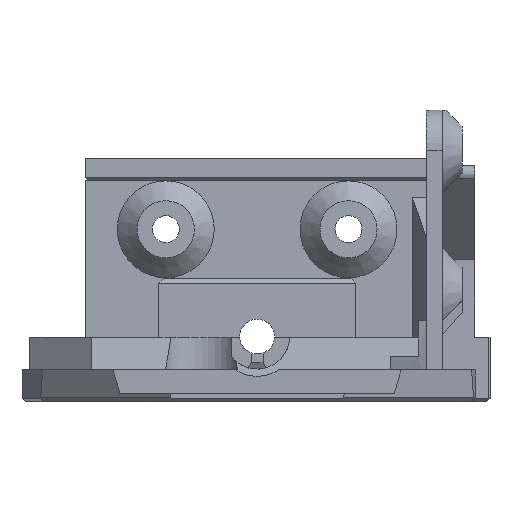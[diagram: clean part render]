
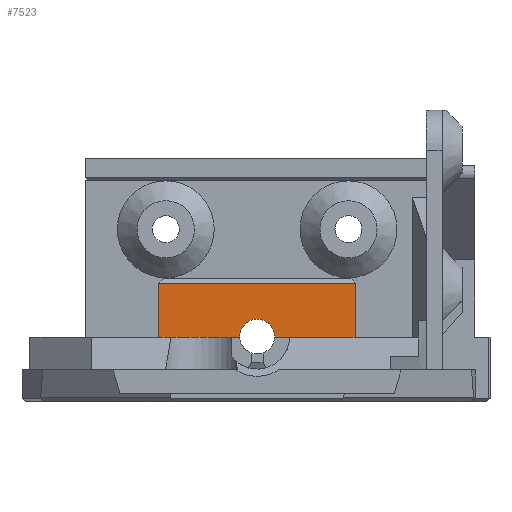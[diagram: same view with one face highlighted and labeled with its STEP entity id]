
A CAD part, front view. The second image highlights one B-rep face of the part: STEP entity #7523.
In plain terms, the highlighted planar face has unit normal (0, -1, 0).
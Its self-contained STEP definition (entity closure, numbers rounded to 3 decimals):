
#257 = CARTESIAN_POINT ( 'NONE',  ( 114.299, -147.605, 137.6 ) ) ;
#484 = CARTESIAN_POINT ( 'NONE',  ( 114.299, -147.605, 130.8 ) ) ;
#808 = AXIS2_PLACEMENT_3D ( 'NONE', #6310, #2561, #7133 ) ;
#913 = VERTEX_POINT ( 'NONE', #5262 ) ;
#1036 = LINE ( 'NONE', #3987, #11482 ) ;
#1111 = DIRECTION ( 'NONE',  ( 0., 0., 1. ) ) ;
#1506 = EDGE_CURVE ( 'NONE', #6666, #8802, #7885, .T. ) ;
#1969 = VERTEX_POINT ( 'NONE', #7912 ) ;
#2561 = DIRECTION ( 'NONE',  ( 0., -1., 0. ) ) ;
#2851 = VECTOR ( 'NONE', #8262, 1000. ) ;
#2883 = FACE_OUTER_BOUND ( 'NONE', #7877, .T. ) ;
#3129 = DIRECTION ( 'NONE',  ( 0., 0., -1. ) ) ;
#3347 = LINE ( 'NONE', #10436, #5838 ) ;
#3387 = CARTESIAN_POINT ( 'NONE',  ( 139.099, -147.605, 130.8 ) ) ;
#3391 = ORIENTED_EDGE ( 'NONE', *, *, #4578, .T. ) ;
#3562 = CARTESIAN_POINT ( 'NONE',  ( 139.099, -147.605, 138.2 ) ) ;
#3594 = CARTESIAN_POINT ( 'NONE',  ( 114.299, -147.605, 137.6 ) ) ;
#3744 = DIRECTION ( 'NONE',  ( 0., 1., 0. ) ) ;
#3987 = CARTESIAN_POINT ( 'NONE',  ( 126.699, -147.605, 130.8 ) ) ;
#4329 = ORIENTED_EDGE ( 'NONE', *, *, #6485, .F. ) ;
#4578 = EDGE_CURVE ( 'NONE', #913, #10644, #4665, .T. ) ;
#4665 = LINE ( 'NONE', #257, #2851 ) ;
#4834 = AXIS2_PLACEMENT_3D ( 'NONE', #3562, #3744, #1111 ) ;
#4926 = ORIENTED_EDGE ( 'NONE', *, *, #10453, .F. ) ;
#5163 = ORIENTED_EDGE ( 'NONE', *, *, #8110, .F. ) ;
#5262 = CARTESIAN_POINT ( 'NONE',  ( 139.099, -147.605, 137.6 ) ) ;
#5349 = PLANE ( 'NONE',  #4834 ) ;
#5405 = VERTEX_POINT ( 'NONE', #3387 ) ;
#5714 = CIRCLE ( 'NONE', #808, 2.2 ) ;
#5838 = VECTOR ( 'NONE', #3129, 1000. ) ;
#5988 = DIRECTION ( 'NONE',  ( 0., 0., -1. ) ) ;
#6118 = CARTESIAN_POINT ( 'NONE',  ( 126.699, -147.605, 130.8 ) ) ;
#6225 = CARTESIAN_POINT ( 'NONE',  ( 139.099, -147.605, 138.2 ) ) ;
#6310 = CARTESIAN_POINT ( 'NONE',  ( 126.699, -147.605, 130.9 ) ) ;
#6347 = LINE ( 'NONE', #6225, #7107 ) ;
#6431 = VECTOR ( 'NONE', #9714, 1000. ) ;
#6485 = EDGE_CURVE ( 'NONE', #1969, #6666, #5714, .T. ) ;
#6666 = VERTEX_POINT ( 'NONE', #11030 ) ;
#7107 = VECTOR ( 'NONE', #5988, 1000. ) ;
#7133 = DIRECTION ( 'NONE',  ( -1., 0., 0. ) ) ;
#7523 = ADVANCED_FACE ( 'NONE', ( #2883 ), #5349, .F. ) ;
#7877 = EDGE_LOOP ( 'NONE', ( #5163, #3391, #11464, #10493, #4329, #4926 ) ) ;
#7885 = LINE ( 'NONE', #6118, #6431 ) ;
#7912 = CARTESIAN_POINT ( 'NONE',  ( 128.897, -147.605, 130.8 ) ) ;
#8110 = EDGE_CURVE ( 'NONE', #913, #5405, #6347, .T. ) ;
#8262 = DIRECTION ( 'NONE',  ( -1., 0., 0. ) ) ;
#8802 = VERTEX_POINT ( 'NONE', #484 ) ;
#9079 = EDGE_CURVE ( 'NONE', #10644, #8802, #3347, .T. ) ;
#9714 = DIRECTION ( 'NONE',  ( -1., 0., 0. ) ) ;
#10436 = CARTESIAN_POINT ( 'NONE',  ( 114.299, -147.605, 138.2 ) ) ;
#10453 = EDGE_CURVE ( 'NONE', #5405, #1969, #1036, .T. ) ;
#10493 = ORIENTED_EDGE ( 'NONE', *, *, #1506, .F. ) ;
#10644 = VERTEX_POINT ( 'NONE', #3594 ) ;
#11030 = CARTESIAN_POINT ( 'NONE',  ( 124.502, -147.605, 130.8 ) ) ;
#11106 = DIRECTION ( 'NONE',  ( -1., 0., 0. ) ) ;
#11464 = ORIENTED_EDGE ( 'NONE', *, *, #9079, .T. ) ;
#11482 = VECTOR ( 'NONE', #11106, 1000. ) ;
